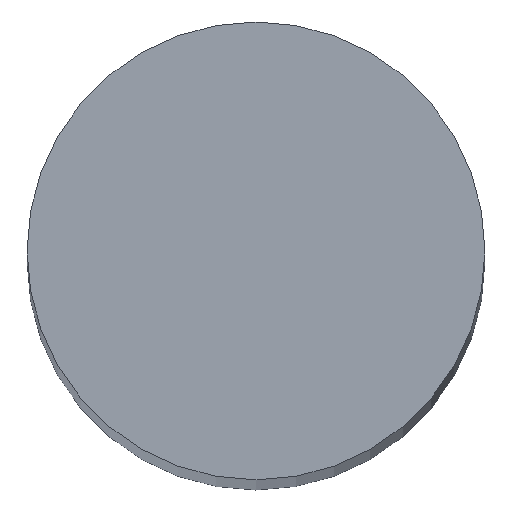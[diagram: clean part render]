
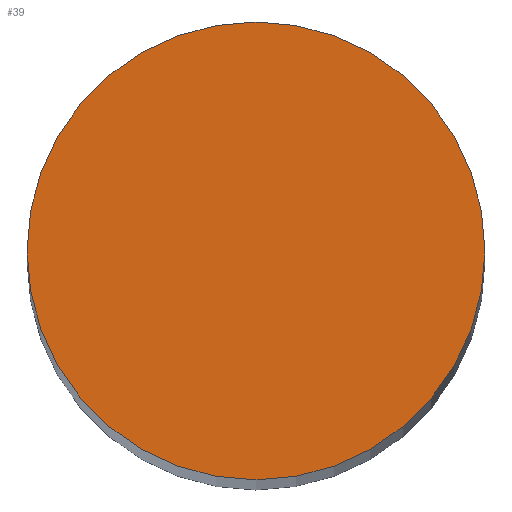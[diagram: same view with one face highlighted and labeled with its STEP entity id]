
A CAD part, top view. The second image highlights one B-rep face of the part: STEP entity #39.
In plain terms, the highlighted planar face has unit normal (0, 0, 1).
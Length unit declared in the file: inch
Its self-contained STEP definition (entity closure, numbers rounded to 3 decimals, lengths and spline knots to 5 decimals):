
#2 = PLANE ( 'NONE',  #139 ) ;
#12 = DIRECTION ( 'NONE',  ( 0., 0., 1. ) ) ;
#16 = CARTESIAN_POINT ( 'NONE',  ( 0., 0., 3.5 ) ) ;
#21 = CARTESIAN_POINT ( 'NONE',  ( -0.17717, 0., 3.5 ) ) ;
#26 = CIRCLE ( 'NONE', #107, 0.17717 ) ;
#27 = DIRECTION ( 'NONE',  ( 1., 0., 0. ) ) ;
#34 = DIRECTION ( 'NONE',  ( 1., 0., 0. ) ) ;
#36 = CARTESIAN_POINT ( 'NONE',  ( 0.17717, 0., 3.5 ) ) ;
#39 = ADVANCED_FACE ( 'NONE', ( #60 ), #2, .T. ) ;
#53 = EDGE_CURVE ( 'NONE', #106, #134, #26, .T. ) ;
#59 = DIRECTION ( 'NONE',  ( 1., 0., 0. ) ) ;
#60 = FACE_OUTER_BOUND ( 'NONE', #115, .T. ) ;
#98 = ORIENTED_EDGE ( 'NONE', *, *, #127, .T. ) ;
#103 = DIRECTION ( 'NONE',  ( 0., 0., 1. ) ) ;
#106 = VERTEX_POINT ( 'NONE', #36 ) ;
#107 = AXIS2_PLACEMENT_3D ( 'NONE', #16, #110, #34 ) ;
#109 = ORIENTED_EDGE ( 'NONE', *, *, #53, .T. ) ;
#110 = DIRECTION ( 'NONE',  ( 0., 0., 1. ) ) ;
#115 = EDGE_LOOP ( 'NONE', ( #109, #98 ) ) ;
#117 = CARTESIAN_POINT ( 'NONE',  ( 0., 0., 3.5 ) ) ;
#127 = EDGE_CURVE ( 'NONE', #134, #106, #128, .T. ) ;
#128 = CIRCLE ( 'NONE', #136, 0.17717 ) ;
#134 = VERTEX_POINT ( 'NONE', #21 ) ;
#136 = AXIS2_PLACEMENT_3D ( 'NONE', #140, #103, #59 ) ;
#139 = AXIS2_PLACEMENT_3D ( 'NONE', #117, #12, #27 ) ;
#140 = CARTESIAN_POINT ( 'NONE',  ( 0., 0., 3.5 ) ) ;
